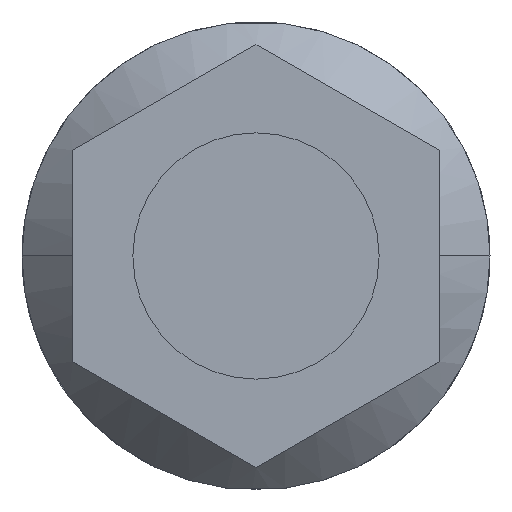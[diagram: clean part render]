
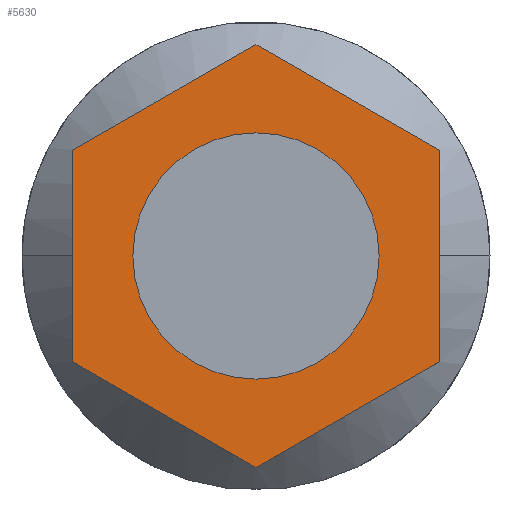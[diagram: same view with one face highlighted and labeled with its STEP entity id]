
A CAD part, left-side view. The second image highlights one B-rep face of the part: STEP entity #5630.
In plain terms, the highlighted face is planar.
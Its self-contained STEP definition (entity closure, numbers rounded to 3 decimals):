
#4930=CARTESIAN_POINT('',(-3.984,5.401,
-82.983));
#4940=DIRECTION('',(0.,0.,-1.));
#4950=DIRECTION('',(-0.866,-0.5,
0.));
#4960=AXIS2_PLACEMENT_3D('',#4930,#4940,#4950);
#4970=PLANE('',#4960);
#4980=CARTESIAN_POINT('',(3.716,6.437,
-82.983));
#4990=DIRECTION('',(-0.866,0.5,
0.));
#5000=VECTOR('',#4990,1.);
#5010=LINE('',#4980,#5000);
#5020=CARTESIAN_POINT('',(7.432,4.291,
-82.983));
#5030=VERTEX_POINT('',#5020);
#5040=CARTESIAN_POINT('',(0.,8.582,
-82.983));
#5050=VERTEX_POINT('',#5040);
#5060=EDGE_CURVE('',#5030,#5050,#5010,.T.);
#5070=ORIENTED_EDGE('',*,*,#5060,.F.);
#5080=CARTESIAN_POINT('',(-7.432,4.291,
-82.983));
#5090=DIRECTION('',(-0.866,-0.5,
0.));
#5100=VECTOR('',#5090,1.);
#5110=LINE('',#5080,#5100);
#5120=CARTESIAN_POINT('',(-7.432,4.291,
-82.983));
#5130=VERTEX_POINT('',#5120);
#5140=EDGE_CURVE('',#5050,#5130,#5110,.T.);
#5150=ORIENTED_EDGE('',*,*,#5140,.F.);
#5160=CARTESIAN_POINT('',(-7.432,4.291,
-82.983));
#5170=DIRECTION('',(0.,-1.,0.));
#5180=VECTOR('',#5170,1.);
#5190=LINE('',#5160,#5180);
#5200=CARTESIAN_POINT('',(-7.432,-4.291,
-82.983));
#5210=VERTEX_POINT('',#5200);
#5220=EDGE_CURVE('',#5130,#5210,#5190,.T.);
#5230=ORIENTED_EDGE('',*,*,#5220,.F.);
#5240=CARTESIAN_POINT('',(-3.716,-6.437,
-82.983));
#5250=DIRECTION('',(0.866,-0.5,
0.));
#5260=VECTOR('',#5250,1.);
#5270=LINE('',#5240,#5260);
#5280=CARTESIAN_POINT('',(0.,-8.582,
-82.983));
#5290=VERTEX_POINT('',#5280);
#5300=EDGE_CURVE('',#5210,#5290,#5270,.T.);
#5310=ORIENTED_EDGE('',*,*,#5300,.F.);
#5320=CARTESIAN_POINT('',(7.432,-4.291,
-82.983));
#5330=DIRECTION('',(0.866,0.5,
0.));
#5340=VECTOR('',#5330,1.);
#5350=LINE('',#5320,#5340);
#5360=CARTESIAN_POINT('',(7.432,-4.291,
-82.983));
#5370=VERTEX_POINT('',#5360);
#5380=EDGE_CURVE('',#5290,#5370,#5350,.T.);
#5390=ORIENTED_EDGE('',*,*,#5380,.F.);
#5400=CARTESIAN_POINT('',(7.432,-4.291,
-82.983));
#5410=DIRECTION('',(0.,1.,0.));
#5420=VECTOR('',#5410,1.);
#5430=LINE('',#5400,#5420);
#5440=EDGE_CURVE('',#5370,#5030,#5430,.T.);
#5450=ORIENTED_EDGE('',*,*,#5440,.F.);
#5460=EDGE_LOOP('',(#5450,#5390,#5310,#5230,#5150,#5070));
#5470=FACE_OUTER_BOUND('',#5460,.T.);
#5480=CARTESIAN_POINT('',(0.,0.,
-82.983));
#5490=DIRECTION('',(0.,0.,-1.));
#5500=DIRECTION('',(-0.866,-0.5,
0.));
#5510=AXIS2_PLACEMENT_3D('',#5480,#5490,#5500);
#5520=CIRCLE('',#5510,5.);
#5530=CARTESIAN_POINT('',(-4.33,-2.5,
-82.983));
#5540=VERTEX_POINT('',#5530);
#5550=CARTESIAN_POINT('',(4.33,2.5,
-82.983));
#5560=VERTEX_POINT('',#5550);
#5570=EDGE_CURVE('',#5540,#5560,#5520,.T.);
#5580=ORIENTED_EDGE('',*,*,#5570,.F.);
#5590=EDGE_CURVE('',#5560,#5540,#5520,.T.);
#5600=ORIENTED_EDGE('',*,*,#5590,.F.);
#5610=EDGE_LOOP('',(#5600,#5580));
#5620=FACE_BOUND('',#5610,.T.);
#5630=ADVANCED_FACE('',(#5470,#5620),#4970,.T.);
